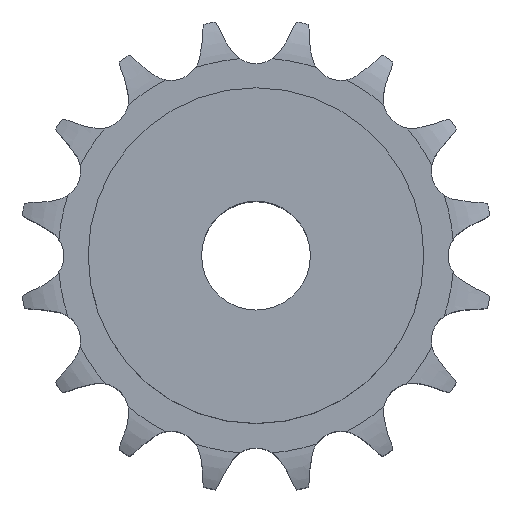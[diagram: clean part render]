
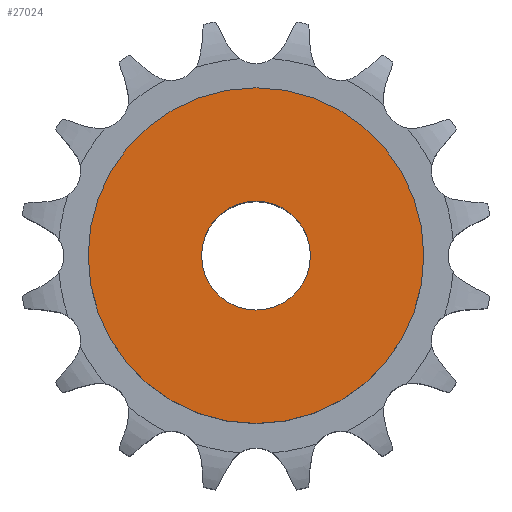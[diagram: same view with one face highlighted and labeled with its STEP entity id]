
A CAD part, top view. The second image highlights one B-rep face of the part: STEP entity #27024.
In plain terms, the highlighted planar face has unit normal (0, 0, 1).
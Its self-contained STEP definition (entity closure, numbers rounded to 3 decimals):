
#14553 = CYLINDRICAL_SURFACE('',#14554,6.);
#14554 = AXIS2_PLACEMENT_3D('',#14555,#14556,#14557);
#14555 = CARTESIAN_POINT('',(0.,0.,90.03));
#14556 = DIRECTION('',(0.,0.,1.));
#14557 = DIRECTION('',(1.,0.,0.));
#18565 = EDGE_CURVE('',#18566,#18566,#18568,.T.);
#18566 = VERTEX_POINT('',#18567);
#18567 = CARTESIAN_POINT('',(6.,0.,35.));
#18568 = SURFACE_CURVE('',#18569,(#18574,#18581),.PCURVE_S1.);
#18569 = CIRCLE('',#18570,6.);
#18570 = AXIS2_PLACEMENT_3D('',#18571,#18572,#18573);
#18571 = CARTESIAN_POINT('',(0.,0.,35.));
#18572 = DIRECTION('',(0.,0.,1.));
#18573 = DIRECTION('',(1.,0.,0.));
#18574 = PCURVE('',#14553,#18575);
#18575 = DEFINITIONAL_REPRESENTATION('',(#18576),#18580);
#18576 = LINE('',#18577,#18578);
#18577 = CARTESIAN_POINT('',(0.,-55.03));
#18578 = VECTOR('',#18579,1.);
#18579 = DIRECTION('',(1.,0.));
#18580 = ( GEOMETRIC_REPRESENTATION_CONTEXT(2) 
PARAMETRIC_REPRESENTATION_CONTEXT() REPRESENTATION_CONTEXT('2D SPACE',''
  ) );
#18581 = PCURVE('',#18582,#18587);
#18582 = PLANE('',#18583);
#18583 = AXIS2_PLACEMENT_3D('',#18584,#18585,#18586);
#18584 = CARTESIAN_POINT('',(0.,0.,35.)
  );
#18585 = DIRECTION('',(0.,0.,1.));
#18586 = DIRECTION('',(1.,0.,0.));
#18587 = DEFINITIONAL_REPRESENTATION('',(#18588),#18592);
#18588 = CIRCLE('',#18589,6.);
#18589 = AXIS2_PLACEMENT_2D('',#18590,#18591);
#18590 = CARTESIAN_POINT('',(0.,0.));
#18591 = DIRECTION('',(1.,0.));
#18592 = ( GEOMETRIC_REPRESENTATION_CONTEXT(2) 
PARAMETRIC_REPRESENTATION_CONTEXT() REPRESENTATION_CONTEXT('2D SPACE',''
  ) );
#27024 = ADVANCED_FACE('',(#27025,#27056),#18582,.T.);
#27025 = FACE_BOUND('',#27026,.T.);
#27026 = EDGE_LOOP('',(#27027));
#27027 = ORIENTED_EDGE('',*,*,#27028,.T.);
#27028 = EDGE_CURVE('',#27029,#27029,#27031,.T.);
#27029 = VERTEX_POINT('',#27030);
#27030 = CARTESIAN_POINT('',(18.5,0.,35.));
#27031 = SURFACE_CURVE('',#27032,(#27037,#27044),.PCURVE_S1.);
#27032 = CIRCLE('',#27033,18.5);
#27033 = AXIS2_PLACEMENT_3D('',#27034,#27035,#27036);
#27034 = CARTESIAN_POINT('',(0.,0.,35.));
#27035 = DIRECTION('',(0.,0.,1.));
#27036 = DIRECTION('',(1.,0.,0.));
#27037 = PCURVE('',#18582,#27038);
#27038 = DEFINITIONAL_REPRESENTATION('',(#27039),#27043);
#27039 = CIRCLE('',#27040,18.5);
#27040 = AXIS2_PLACEMENT_2D('',#27041,#27042);
#27041 = CARTESIAN_POINT('',(0.,0.));
#27042 = DIRECTION('',(1.,0.));
#27043 = ( GEOMETRIC_REPRESENTATION_CONTEXT(2) 
PARAMETRIC_REPRESENTATION_CONTEXT() REPRESENTATION_CONTEXT('2D SPACE',''
  ) );
#27044 = PCURVE('',#27045,#27050);
#27045 = CYLINDRICAL_SURFACE('',#27046,18.5);
#27046 = AXIS2_PLACEMENT_3D('',#27047,#27048,#27049);
#27047 = CARTESIAN_POINT('',(0.,0.,0.));
#27048 = DIRECTION('',(-0.,-0.,-1.));
#27049 = DIRECTION('',(1.,0.,0.));
#27050 = DEFINITIONAL_REPRESENTATION('',(#27051),#27055);
#27051 = LINE('',#27052,#27053);
#27052 = CARTESIAN_POINT('',(-0.,-35.));
#27053 = VECTOR('',#27054,1.);
#27054 = DIRECTION('',(-1.,0.));
#27055 = ( GEOMETRIC_REPRESENTATION_CONTEXT(2) 
PARAMETRIC_REPRESENTATION_CONTEXT() REPRESENTATION_CONTEXT('2D SPACE',''
  ) );
#27056 = FACE_BOUND('',#27057,.T.);
#27057 = EDGE_LOOP('',(#27058));
#27058 = ORIENTED_EDGE('',*,*,#18565,.F.);
